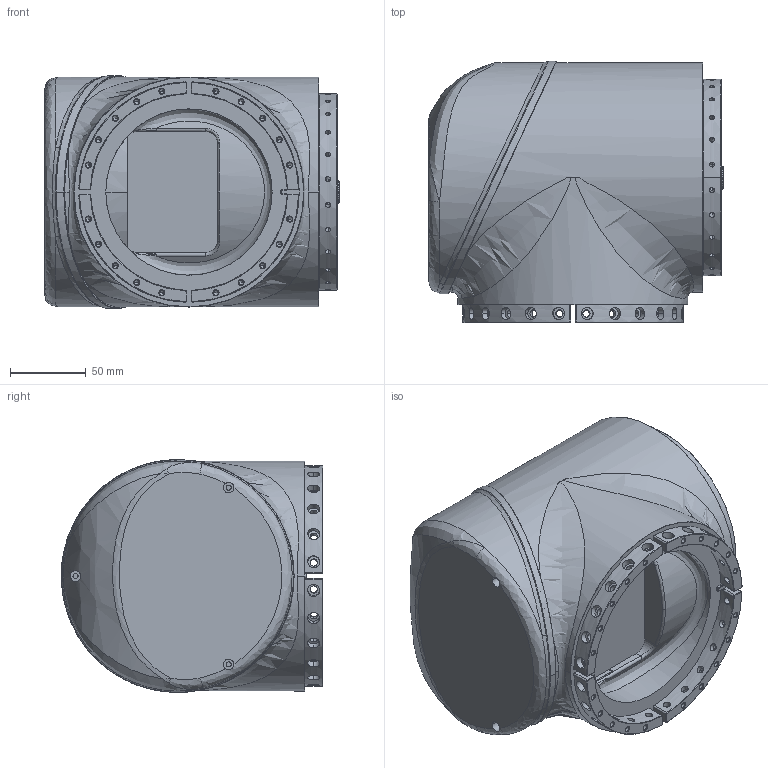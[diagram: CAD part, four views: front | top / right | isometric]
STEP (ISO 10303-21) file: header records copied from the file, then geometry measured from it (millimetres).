
FILE_DESCRIPTION (( 'STEP AP203' ), '1' );
FILE_NAME ('3213201-000000-002 RJSII-32壽誹L倰-RevB1.STEP', '2023-04-19T03:54:31', ( '' ), ( '' ), 'SwSTEP 2.0', 'SolidWorks 2016', '' );
FILE_SCHEMA (( 'CONFIG_CONTROL_DESIGN' ));
Products named in the file (1): 3213201-000000-002 RJSII-32壽誹L倰-RevB1
Bounding box: 194.65 x 173 x 153.93 mm (x, y, z)
Volume: 3424886.7 mm3; surface area: 230665.3 mm2
Topology: 15 solids, 46 shells, 1873 faces, 4088 edges, 2286 vertices
Faces by surface type: plane 617, cylinder 548, cone 547, torus 114, bspline 31, sphere 16
Entity records: 65534 total; most frequent: CARTESIAN_POINT 25525, DIRECTION 8797, ORIENTED_EDGE 7768, EDGE_CURVE 3884, AXIS2_PLACEMENT_3D 3579, VERTEX_POINT 2286, EDGE_LOOP 2150, ADVANCED_FACE 1873
